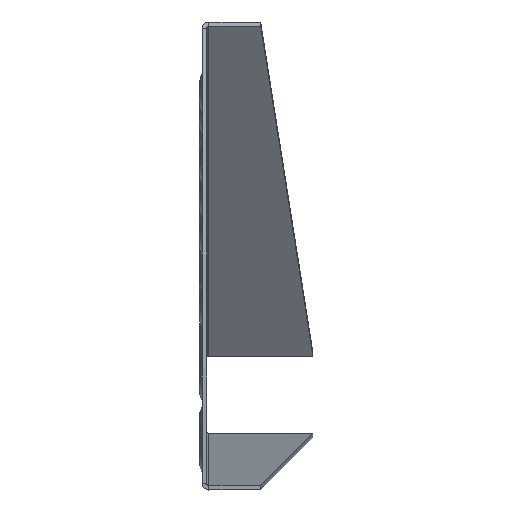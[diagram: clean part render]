
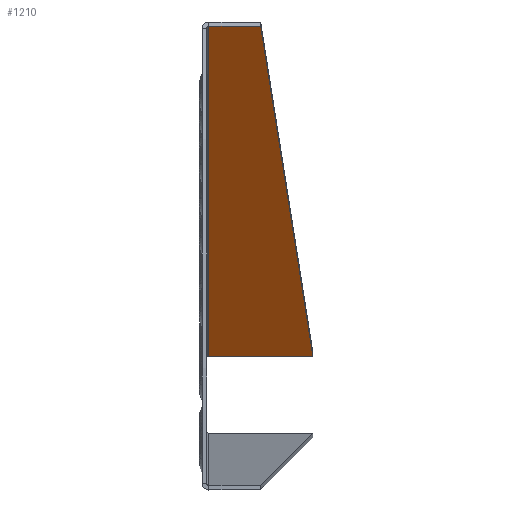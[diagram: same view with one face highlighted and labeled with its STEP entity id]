
A CAD part, left-side view. The second image highlights one B-rep face of the part: STEP entity #1210.
In plain terms, the highlighted planar face has unit normal (-0.297, 0, -0.955).
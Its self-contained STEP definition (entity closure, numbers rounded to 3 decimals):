
#1127 = VERTEX_POINT ( 'NONE', #4912 ) ;
#1141 = VERTEX_POINT ( 'NONE', #4947 ) ;
#1194 = ORIENTED_EDGE ( 'NONE', *, *, #1195, .F. ) ;
#1195 = EDGE_CURVE ( 'NONE', #1127, #1216, #5069, .T. ) ;
#1196 = ORIENTED_EDGE ( 'NONE', *, *, #1206, .F. ) ;
#1203 = VERTEX_POINT ( 'NONE', #5058 ) ;
#1206 = EDGE_CURVE ( 'NONE', #1216, #1203, #5071, .T. ) ;
#1210 = ADVANCED_FACE ( 'NONE', ( #5116 ), #5057, .F. ) ;
#1216 = VERTEX_POINT ( 'NONE', #5095 ) ;
#1227 = EDGE_CURVE ( 'NONE', #1141, #1127, #5138, .T. ) ;
#1257 = ORIENTED_EDGE ( 'NONE', *, *, #1227, .F. ) ;
#1259 = ORIENTED_EDGE ( 'NONE', *, *, #1262, .F. ) ;
#1262 = EDGE_CURVE ( 'NONE', #1203, #1141, #5174, .T. ) ;
#4912 = CARTESIAN_POINT ( 'NONE',  ( -755.63, -4.5, 253.221 ) ) ;
#4947 = CARTESIAN_POINT ( 'NONE',  ( -45.904, -4.5, 32.107 ) ) ;
#5053 = DIRECTION ( 'NONE',  ( 0.297, 0., 0.955 ) ) ;
#5057 = PLANE ( 'NONE',  #5111 ) ;
#5058 = CARTESIAN_POINT ( 'NONE',  ( -45.904, -74.288, 32.107 ) ) ;
#5066 = DIRECTION ( 'NONE',  ( 0., -1., 0. ) ) ;
#5067 = VECTOR ( 'NONE', #5066, 1000. ) ;
#5068 = CARTESIAN_POINT ( 'NONE',  ( -755.63, -39.288, 253.221 ) ) ;
#5069 = LINE ( 'NONE', #5068, #5067 ) ;
#5070 = CARTESIAN_POINT ( 'NONE',  ( -45.904, -74.288, 32.107 ) ) ;
#5071 = LINE ( 'NONE', #5070, #5118 ) ;
#5095 = CARTESIAN_POINT ( 'NONE',  ( -755.63, -39.288, 253.221 ) ) ;
#5107 = DIRECTION ( 'NONE',  ( -0.284, -0.955, 0.088 ) ) ;
#5111 = AXIS2_PLACEMENT_3D ( 'NONE', #5122, #5053, #5107 ) ;
#5116 = FACE_OUTER_BOUND ( 'NONE', #8657, .T. ) ;
#5117 = DIRECTION ( 'NONE',  ( 0.954, -0.047, -0.297 ) ) ;
#5118 = VECTOR ( 'NONE', #5117, 1000. ) ;
#5122 = CARTESIAN_POINT ( 'NONE',  ( 5.057, 15.712, 16.231 ) ) ;
#5136 = DIRECTION ( 'NONE',  ( -0.955, 0., 0.297 ) ) ;
#5137 = VECTOR ( 'NONE', #5136, 1000. ) ;
#5138 = LINE ( 'NONE', #5141, #5137 ) ;
#5141 = CARTESIAN_POINT ( 'NONE',  ( 5.057, -4.5, 16.231 ) ) ;
#5153 = CARTESIAN_POINT ( 'NONE',  ( -45.904, -4.288, 32.107 ) ) ;
#5174 = LINE ( 'NONE', #5153, #5178 ) ;
#5177 = DIRECTION ( 'NONE',  ( 0., 1., 0. ) ) ;
#5178 = VECTOR ( 'NONE', #5177, 1000. ) ;
#8657 = EDGE_LOOP ( 'NONE', ( #1257, #1259, #1196, #1194 ) ) ;
